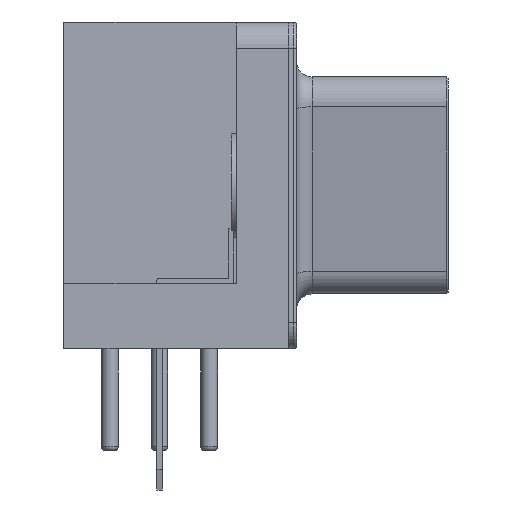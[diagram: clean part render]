
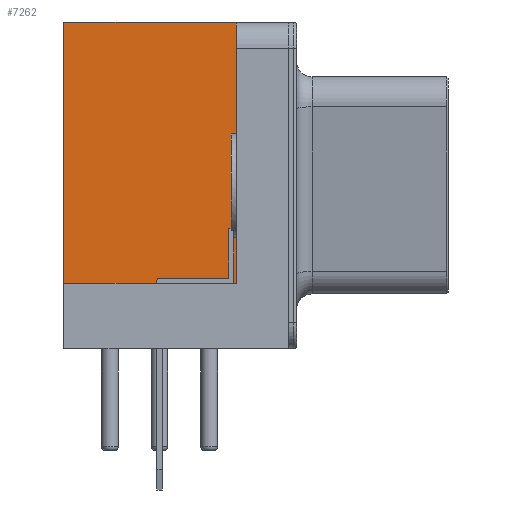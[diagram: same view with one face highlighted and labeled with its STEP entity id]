
A CAD part, left-side view. The second image highlights one B-rep face of the part: STEP entity #7262.
In plain terms, the highlighted planar face has unit normal (-1, 0, 0).
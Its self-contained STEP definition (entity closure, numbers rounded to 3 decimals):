
#6013 = VERTEX_POINT('',#6014);
#6014 = CARTESIAN_POINT('',(-5.703,1.76,12.5));
#6020 = EDGE_CURVE('',#6021,#6013,#6023,.T.);
#6021 = VERTEX_POINT('',#6022);
#6022 = CARTESIAN_POINT('',(-5.703,-4.84,12.5));
#6023 = LINE('',#6024,#6025);
#6024 = CARTESIAN_POINT('',(-5.703,-5.84,12.5));
#6025 = VECTOR('',#6026,1.);
#6026 = DIRECTION('',(0.,1.,0.));
#7236 = VERTEX_POINT('',#7237);
#7237 = CARTESIAN_POINT('',(-5.703,-4.84,2.5));
#7243 = EDGE_CURVE('',#7236,#6021,#7244,.T.);
#7244 = LINE('',#7245,#7246);
#7245 = CARTESIAN_POINT('',(-5.703,-4.84,2.5));
#7246 = VECTOR('',#7247,1.);
#7247 = DIRECTION('',(0.,0.,1.));
#7262 = ADVANCED_FACE('',(#7263),#7281,.F.);
#7263 = FACE_BOUND('',#7264,.F.);
#7264 = EDGE_LOOP('',(#7265,#7266,#7274,#7280));
#7265 = ORIENTED_EDGE('',*,*,#7243,.F.);
#7266 = ORIENTED_EDGE('',*,*,#7267,.T.);
#7267 = EDGE_CURVE('',#7236,#7268,#7270,.T.);
#7268 = VERTEX_POINT('',#7269);
#7269 = CARTESIAN_POINT('',(-5.703,1.76,2.5));
#7270 = LINE('',#7271,#7272);
#7271 = CARTESIAN_POINT('',(-5.703,-4.84,2.5));
#7272 = VECTOR('',#7273,1.);
#7273 = DIRECTION('',(-0.,1.,0.));
#7274 = ORIENTED_EDGE('',*,*,#7275,.T.);
#7275 = EDGE_CURVE('',#7268,#6013,#7276,.T.);
#7276 = LINE('',#7277,#7278);
#7277 = CARTESIAN_POINT('',(-5.703,1.76,4.375));
#7278 = VECTOR('',#7279,1.);
#7279 = DIRECTION('',(0.,0.,1.));
#7280 = ORIENTED_EDGE('',*,*,#6020,.F.);
#7281 = PLANE('',#7282);
#7282 = AXIS2_PLACEMENT_3D('',#7283,#7284,#7285);
#7283 = CARTESIAN_POINT('',(-5.703,-4.84,2.5));
#7284 = DIRECTION('',(1.,0.,0.));
#7285 = DIRECTION('',(0.,0.,1.));
